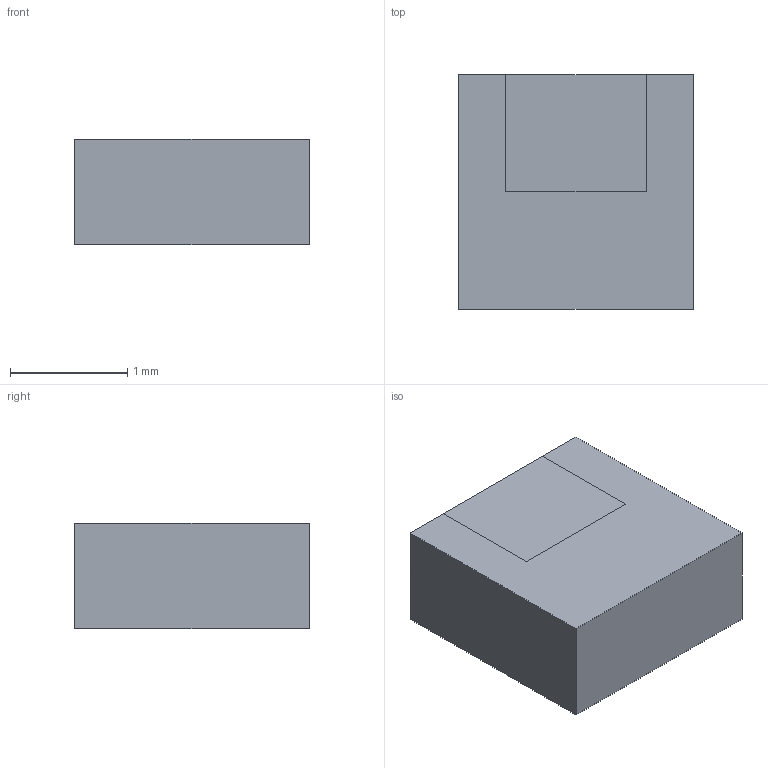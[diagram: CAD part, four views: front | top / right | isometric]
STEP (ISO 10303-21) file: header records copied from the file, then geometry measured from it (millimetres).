
FILE_DESCRIPTION(/* description */ (''),/* implementation_level */ '2;1');
FILE_NAME(/* name */ 'APA102 2020 v1.step',/* time_stamp */ '2020-07-16T11:17:08-04:00',/* author */ (''),/* organization */ (''),/* preprocessor_version */ 'ST-DEVELOPER v18.1',/* originating_system */ 'Autodesk Translation Framework v9.3.0.1241',/* authorisation */ '');
FILE_SCHEMA (('AUTOMOTIVE_DESIGN { 1 0 10303 214 3 1 1 }'));
Length unit declared in the file: millimetre
Products named in the file (1): APA102 2020
Bounding box: 2 x 2 x 0.9 mm (x, y, z)
Volume: 3.6 mm3; surface area: 15.2 mm2
Topology: 1 solids, 1 shells, 7 faces, 17 edges, 12 vertices
Faces by surface type: plane 7
Entity records: 248 total; most frequent: CARTESIAN_POINT 37, ORIENTED_EDGE 34, DIRECTION 33, LINE 17, VECTOR 17, EDGE_CURVE 17, VERTEX_POINT 12, AXIS2_PLACEMENT_3D 8
